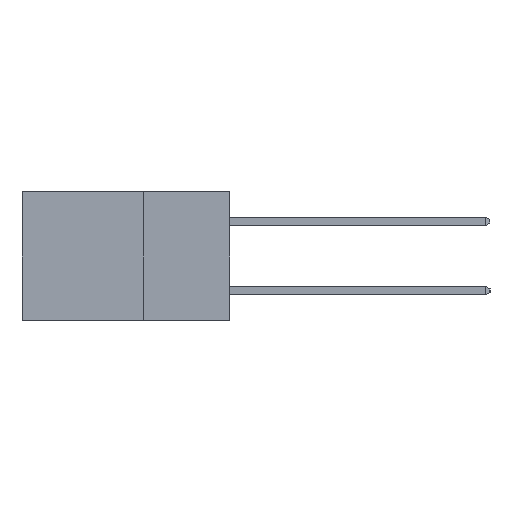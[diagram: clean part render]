
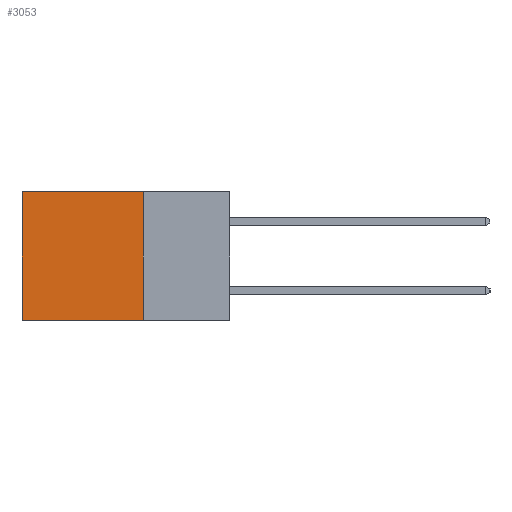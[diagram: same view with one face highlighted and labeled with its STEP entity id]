
A CAD part, left-side view. The second image highlights one B-rep face of the part: STEP entity #3053.
In plain terms, the highlighted planar face has unit normal (-1, 0, 0).
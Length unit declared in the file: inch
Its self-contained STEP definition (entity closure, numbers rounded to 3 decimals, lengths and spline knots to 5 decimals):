
#461 = EDGE_CURVE ( 'NONE', #9896, #3416, #11618, .T. ) ;
#632 = ORIENTED_EDGE ( 'NONE', *, *, #3441, .T. ) ;
#674 = CARTESIAN_POINT ( 'NONE',  ( 0.2615, 0.25, 0. ) ) ;
#954 = VECTOR ( 'NONE', #12734, 39.37008 ) ;
#1274 = DIRECTION ( 'NONE',  ( 0., 0., -1. ) ) ;
#1358 = FACE_OUTER_BOUND ( 'NONE', #9329, .T. ) ;
#1520 = CARTESIAN_POINT ( 'NONE',  ( 0.2615, 0.25, -0.37 ) ) ;
#2123 = VERTEX_POINT ( 'NONE', #8300 ) ;
#2700 = ORIENTED_EDGE ( 'NONE', *, *, #461, .T. ) ;
#3053 = ADVANCED_FACE ( 'NONE', ( #1358 ), #7025, .F. ) ;
#3128 = LINE ( 'NONE', #9971, #13153 ) ;
#3416 = VERTEX_POINT ( 'NONE', #12717 ) ;
#3441 = EDGE_CURVE ( 'NONE', #6597, #9896, #6278, .T. ) ;
#3905 = CARTESIAN_POINT ( 'NONE',  ( 0.2615, 0.6, 0. ) ) ;
#4960 = CARTESIAN_POINT ( 'NONE',  ( 0.2615, 0.6, -0.37 ) ) ;
#5442 = EDGE_CURVE ( 'NONE', #6597, #2123, #7339, .T. ) ;
#5528 = ORIENTED_EDGE ( 'NONE', *, *, #5883, .F. ) ;
#5883 = EDGE_CURVE ( 'NONE', #2123, #3416, #3128, .T. ) ;
#5931 = VECTOR ( 'NONE', #12281, 39.37008 ) ;
#6278 = LINE ( 'NONE', #12249, #5931 ) ;
#6597 = VERTEX_POINT ( 'NONE', #674 ) ;
#6995 = DIRECTION ( 'NONE',  ( 0., 0., -1. ) ) ;
#7010 = DIRECTION ( 'NONE',  ( 1., 0., 0. ) ) ;
#7025 = PLANE ( 'NONE',  #12925 ) ;
#7324 = CARTESIAN_POINT ( 'NONE',  ( 0.2615, 0.25, -0.37 ) ) ;
#7339 = LINE ( 'NONE', #1520, #9975 ) ;
#8300 = CARTESIAN_POINT ( 'NONE',  ( 0.2615, 0.25, -0.37 ) ) ;
#9329 = EDGE_LOOP ( 'NONE', ( #2700, #5528, #11096, #632 ) ) ;
#9588 = DIRECTION ( 'NONE',  ( 0., 1., 0. ) ) ;
#9896 = VERTEX_POINT ( 'NONE', #3905 ) ;
#9971 = CARTESIAN_POINT ( 'NONE',  ( 0.2615, 0.25, -0.37 ) ) ;
#9975 = VECTOR ( 'NONE', #1274, 39.37008 ) ;
#11096 = ORIENTED_EDGE ( 'NONE', *, *, #5442, .F. ) ;
#11618 = LINE ( 'NONE', #4960, #954 ) ;
#12249 = CARTESIAN_POINT ( 'NONE',  ( 0.2615, 0.25, 0. ) ) ;
#12281 = DIRECTION ( 'NONE',  ( 0., 1., 0. ) ) ;
#12717 = CARTESIAN_POINT ( 'NONE',  ( 0.2615, 0.6, -0.37 ) ) ;
#12734 = DIRECTION ( 'NONE',  ( 0., 0., -1. ) ) ;
#12925 = AXIS2_PLACEMENT_3D ( 'NONE', #7324, #7010, #6995 ) ;
#13153 = VECTOR ( 'NONE', #9588, 39.37008 ) ;
